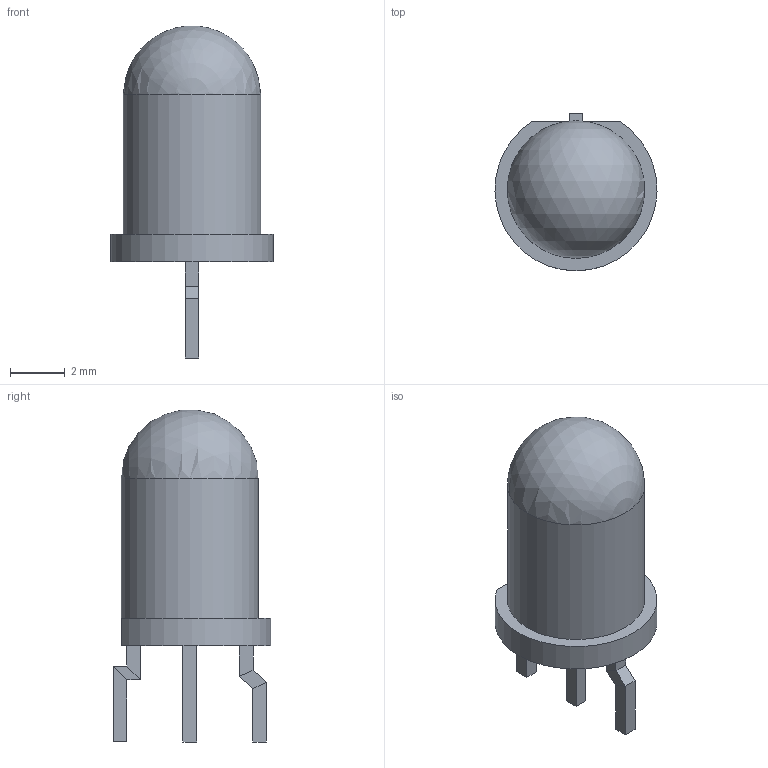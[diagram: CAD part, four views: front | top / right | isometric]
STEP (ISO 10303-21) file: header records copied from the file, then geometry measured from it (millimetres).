
FILE_DESCRIPTION(('FreeCAD Model'),'2;1');
FILE_NAME('duoled_5mm.stp', '2014-10-24T12:17:37',('FreeCAD'),('FreeCAD'), 'Open CASCADE STEP processor 6.6','FreeCAD','Unknown');
FILE_SCHEMA(('AUTOMOTIVE_DESIGN_CC2 { 1 2 10303 214 -1 1 5 4 }'));
Length unit declared in the file: millimetre
Products named in the file (4): Pad001; Pad003; Sweep; Sweep001
Bounding box: 5.9 x 5.74 x 12.08 mm (x, y, z)
Volume: 162 mm3; surface area: 194.8 mm2
Topology: 4 solids, 4 shells, 42 faces, 87 edges, 51 vertices
Faces by surface type: plane 39, cylinder 2, sphere 1
Full cylindrical faces by diameter (mm): 5 x1
Entity records: 2241 total; most frequent: CARTESIAN_POINT 391, DIRECTION 328, LINE 220, VECTOR 220, ORIENTED_EDGE 170, PCURVE 170, DEFINITIONAL_REPRESENTATION 170, EDGE_CURVE 85
